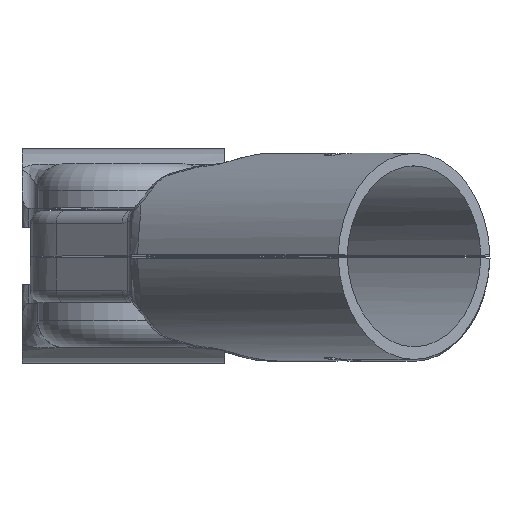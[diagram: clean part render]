
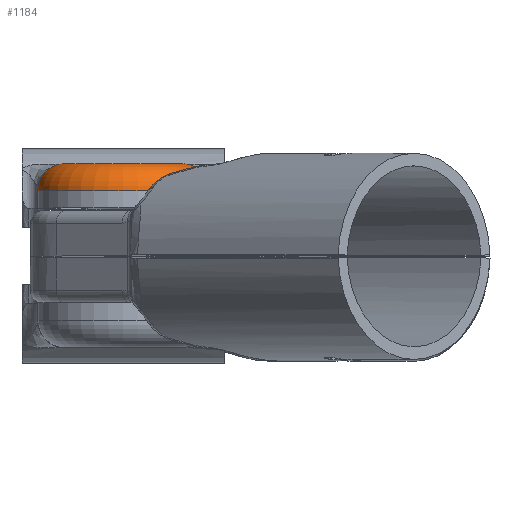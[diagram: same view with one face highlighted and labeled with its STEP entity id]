
A CAD part, top view. The second image highlights one B-rep face of the part: STEP entity #1184.
In plain terms, the highlighted toroidal (fillet/blend) face has major radius 9.25 mm and minor radius 4.25 mm.
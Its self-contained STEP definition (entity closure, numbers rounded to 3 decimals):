
#1124=CARTESIAN_POINT('',(13.5,6.25,41.5));
#1125=VERTEX_POINT('',#1124);
#1126=CARTESIAN_POINT('',(9.25,10.5,41.5));
#1127=VERTEX_POINT('',#1126);
#1128=CARTESIAN_POINT('',(9.25,6.25,41.5));
#1129=DIRECTION('',(0.0,0.0,1.0));
#1130=DIRECTION('',(1.0,0.0,0.0));
#1131=AXIS2_PLACEMENT_3D('',#1128,#1129,#1130);
#1132=CIRCLE('',#1131,4.25);
#1133=EDGE_CURVE('',#1125,#1127,#1132,.T.);
#1151=CARTESIAN_POINT('',(0.,6.25,41.5));
#1152=DIRECTION('',(0.0,-1.0,0.));
#1153=DIRECTION('',(0.0,0.0,1.0));
#1154=AXIS2_PLACEMENT_3D('',#1151,#1152,#1153);
#1155=TOROIDAL_SURFACE('',#1154,9.25,4.25);
#1156=CARTESIAN_POINT('',(-13.5,6.25,41.5));
#1157=VERTEX_POINT('',#1156);
#1158=CARTESIAN_POINT('',(-9.25,10.5,41.5));
#1159=VERTEX_POINT('',#1158);
#1160=CARTESIAN_POINT('',(-9.25,6.25,41.5));
#1161=DIRECTION('',(0.0,0.0,-1.0));
#1162=DIRECTION('',(-1.0,0.0,0.0));
#1163=AXIS2_PLACEMENT_3D('',#1160,#1161,#1162);
#1164=CIRCLE('',#1163,4.25);
#1165=EDGE_CURVE('',#1157,#1159,#1164,.T.);
#1166=ORIENTED_EDGE('',*,*,#1165,.F.);
#1167=CARTESIAN_POINT('',(0.,6.25,41.5));
#1168=DIRECTION('',(0.0,-1.0,0.0));
#1169=DIRECTION('',(0.0,0.0,1.0));
#1170=AXIS2_PLACEMENT_3D('',#1167,#1168,#1169);
#1171=CIRCLE('',#1170,13.5);
#1172=EDGE_CURVE('',#1125,#1157,#1171,.T.);
#1173=ORIENTED_EDGE('',*,*,#1172,.F.);
#1174=ORIENTED_EDGE('',*,*,#1133,.T.);
#1175=CARTESIAN_POINT('',(0.,10.5,41.5));
#1176=DIRECTION('',(0.0,1.0,0.0));
#1177=DIRECTION('',(0.0,0.0,1.0));
#1178=AXIS2_PLACEMENT_3D('',#1175,#1176,#1177);
#1179=CIRCLE('',#1178,9.25);
#1180=EDGE_CURVE('',#1159,#1127,#1179,.T.);
#1181=ORIENTED_EDGE('',*,*,#1180,.F.);
#1182=EDGE_LOOP('',(#1166,#1173,#1174,#1181));
#1183=FACE_OUTER_BOUND('',#1182,.T.);
#1184=ADVANCED_FACE('',(#1183),#1155,.T.);
